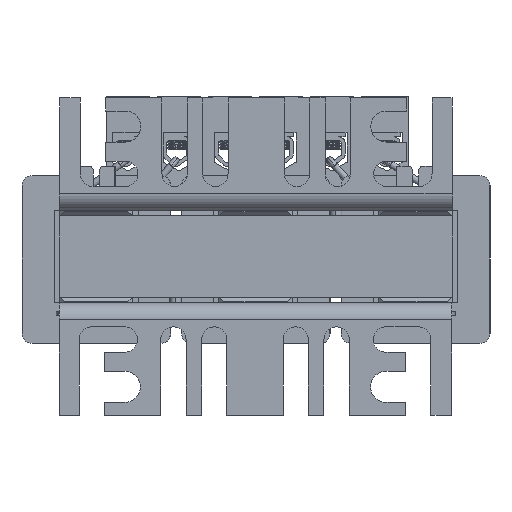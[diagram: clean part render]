
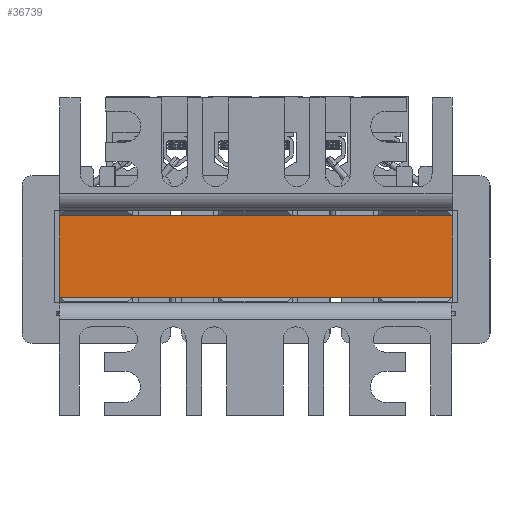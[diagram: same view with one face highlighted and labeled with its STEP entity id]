
A CAD part, front view. The second image highlights one B-rep face of the part: STEP entity #36739.
In plain terms, the highlighted planar face has unit normal (-0.001, -1, 0).
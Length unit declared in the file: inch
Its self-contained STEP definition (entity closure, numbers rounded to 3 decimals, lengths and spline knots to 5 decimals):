
#1967 = VECTOR ( 'NONE', #107717, 39.37008 ) ;
#9739 = EDGE_CURVE ( 'NONE', #19750, #97779, #50687, .T. ) ;
#10673 = LINE ( 'NONE', #47151, #60429 ) ;
#12409 = VECTOR ( 'NONE', #39118, 39.37008 ) ;
#12691 = DIRECTION ( 'NONE',  ( -1., 0.001, 0. ) ) ;
#17109 = CARTESIAN_POINT ( 'NONE',  ( -2.40543, -0.40005, -1.1696 ) ) ;
#19750 = VERTEX_POINT ( 'NONE', #78481 ) ;
#20405 = CARTESIAN_POINT ( 'NONE',  ( 2.40457, -0.40475, -1.1696 ) ) ;
#21338 = CARTESIAN_POINT ( 'NONE',  ( -2.40543, -0.40005, -0.6696 ) ) ;
#32139 = ORIENTED_EDGE ( 'NONE', *, *, #89008, .T. ) ;
#35928 = FACE_OUTER_BOUND ( 'NONE', #59530, .T. ) ;
#36739 = ADVANCED_FACE ( 'NONE', ( #35928 ), #73945, .T. ) ;
#39118 = DIRECTION ( 'NONE',  ( 0., 0., 1. ) ) ;
#39149 = EDGE_CURVE ( 'NONE', #65217, #100067, #10673, .T. ) ;
#44566 = CARTESIAN_POINT ( 'NONE',  ( -2.40543, -0.40005, -0.1696 ) ) ;
#47151 = CARTESIAN_POINT ( 'NONE',  ( -2.40543, -0.40005, -0.1696 ) ) ;
#47674 = DIRECTION ( 'NONE',  ( -0.001, -1., 0. ) ) ;
#49025 = LINE ( 'NONE', #64670, #1967 ) ;
#50687 = LINE ( 'NONE', #20405, #89350 ) ;
#51286 = LINE ( 'NONE', #90879, #12409 ) ;
#59530 = EDGE_LOOP ( 'NONE', ( #103039, #90354, #59955, #32139 ) ) ;
#59955 = ORIENTED_EDGE ( 'NONE', *, *, #9739, .F. ) ;
#59970 = EDGE_CURVE ( 'NONE', #97779, #100067, #49025, .T. ) ;
#60429 = VECTOR ( 'NONE', #12691, 39.37008 ) ;
#63094 = AXIS2_PLACEMENT_3D ( 'NONE', #21338, #47674, #109920 ) ;
#64670 = CARTESIAN_POINT ( 'NONE',  ( -2.40543, -0.40005, -0.6696 ) ) ;
#65217 = VERTEX_POINT ( 'NONE', #75252 ) ;
#73945 = PLANE ( 'NONE',  #63094 ) ;
#75252 = CARTESIAN_POINT ( 'NONE',  ( 2.40457, -0.40475, -0.1696 ) ) ;
#78481 = CARTESIAN_POINT ( 'NONE',  ( 2.40457, -0.40475, -1.1696 ) ) ;
#89008 = EDGE_CURVE ( 'NONE', #19750, #65217, #51286, .T. ) ;
#89350 = VECTOR ( 'NONE', #91536, 39.37008 ) ;
#90354 = ORIENTED_EDGE ( 'NONE', *, *, #59970, .F. ) ;
#90879 = CARTESIAN_POINT ( 'NONE',  ( 2.40457, -0.40475, -0.6696 ) ) ;
#91536 = DIRECTION ( 'NONE',  ( -1., 0.001, 0. ) ) ;
#97779 = VERTEX_POINT ( 'NONE', #17109 ) ;
#100067 = VERTEX_POINT ( 'NONE', #44566 ) ;
#103039 = ORIENTED_EDGE ( 'NONE', *, *, #39149, .T. ) ;
#107717 = DIRECTION ( 'NONE',  ( 0., 0., 1. ) ) ;
#109920 = DIRECTION ( 'NONE',  ( -1., 0.001, 0. ) ) ;
